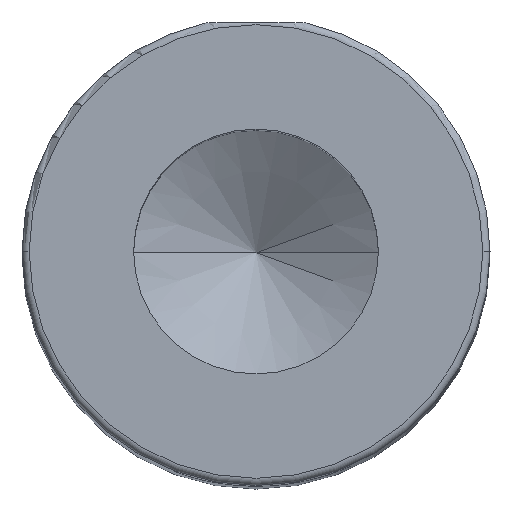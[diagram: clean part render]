
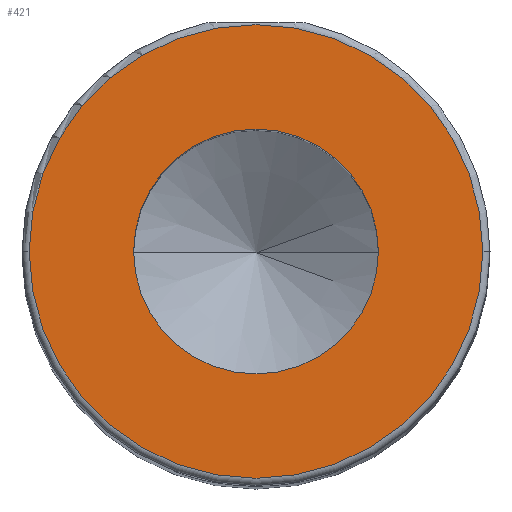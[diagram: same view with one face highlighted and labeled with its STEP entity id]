
A CAD part, top view. The second image highlights one B-rep face of the part: STEP entity #421.
In plain terms, the highlighted planar face has unit normal (0, 0, 1).
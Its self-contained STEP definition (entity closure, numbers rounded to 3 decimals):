
#26 = ORIENTED_EDGE ( 'NONE', *, *, #899, .T. ) ;
#61 = AXIS2_PLACEMENT_3D ( 'NONE', #1212, #597, #1314 ) ;
#98 = DIRECTION ( 'NONE',  ( 0., 0., 1. ) ) ;
#104 = CARTESIAN_POINT ( 'NONE',  ( 0., 0., 30. ) ) ;
#137 = CARTESIAN_POINT ( 'NONE',  ( -3.4, 0., 30. ) ) ;
#158 = EDGE_CURVE ( 'NONE', #257, #972, #1303, .T. ) ;
#166 = FACE_BOUND ( 'NONE', #594, .T. ) ;
#204 = DIRECTION ( 'NONE',  ( 1., 0., 0. ) ) ;
#229 = ORIENTED_EDGE ( 'NONE', *, *, #249, .T. ) ;
#249 = EDGE_CURVE ( 'NONE', #863, #591, #964, .T. ) ;
#257 = VERTEX_POINT ( 'NONE', #137 ) ;
#259 = CIRCLE ( 'NONE', #61, 6.3 ) ;
#310 = CARTESIAN_POINT ( 'NONE',  ( 3.4, 0., 30. ) ) ;
#329 = DIRECTION ( 'NONE',  ( 0., 0., 1. ) ) ;
#392 = ORIENTED_EDGE ( 'NONE', *, *, #870, .F. ) ;
#421 = ADVANCED_FACE ( 'NONE', ( #166, #1208 ), #1307, .T. ) ;
#437 = AXIS2_PLACEMENT_3D ( 'NONE', #492, #98, #792 ) ;
#492 = CARTESIAN_POINT ( 'NONE',  ( 0., 0., 30. ) ) ;
#496 = CARTESIAN_POINT ( 'NONE',  ( 6.3, 0., 30. ) ) ;
#519 = DIRECTION ( 'NONE',  ( 0., 0., 1. ) ) ;
#551 = CIRCLE ( 'NONE', #1128, 3.4 ) ;
#591 = VERTEX_POINT ( 'NONE', #1089 ) ;
#594 = EDGE_LOOP ( 'NONE', ( #392, #1064 ) ) ;
#597 = DIRECTION ( 'NONE',  ( 0., 0., 1. ) ) ;
#792 = DIRECTION ( 'NONE',  ( 1., 0., 0. ) ) ;
#796 = DIRECTION ( 'NONE',  ( 0., 0., 1. ) ) ;
#854 = AXIS2_PLACEMENT_3D ( 'NONE', #1140, #519, #1230 ) ;
#863 = VERTEX_POINT ( 'NONE', #496 ) ;
#870 = EDGE_CURVE ( 'NONE', #972, #257, #551, .T. ) ;
#878 = AXIS2_PLACEMENT_3D ( 'NONE', #939, #329, #1041 ) ;
#899 = EDGE_CURVE ( 'NONE', #591, #863, #259, .T. ) ;
#939 = CARTESIAN_POINT ( 'NONE',  ( 0., 0., 30. ) ) ;
#964 = CIRCLE ( 'NONE', #878, 6.3 ) ;
#972 = VERTEX_POINT ( 'NONE', #310 ) ;
#1041 = DIRECTION ( 'NONE',  ( 1., 0., 0. ) ) ;
#1064 = ORIENTED_EDGE ( 'NONE', *, *, #158, .F. ) ;
#1089 = CARTESIAN_POINT ( 'NONE',  ( -6.3, 0., 30. ) ) ;
#1128 = AXIS2_PLACEMENT_3D ( 'NONE', #104, #796, #204 ) ;
#1140 = CARTESIAN_POINT ( 'NONE',  ( 0., 0., 30. ) ) ;
#1208 = FACE_OUTER_BOUND ( 'NONE', #1241, .T. ) ;
#1212 = CARTESIAN_POINT ( 'NONE',  ( 0., 0., 30. ) ) ;
#1230 = DIRECTION ( 'NONE',  ( 1., 0., 0. ) ) ;
#1241 = EDGE_LOOP ( 'NONE', ( #229, #26 ) ) ;
#1303 = CIRCLE ( 'NONE', #854, 3.4 ) ;
#1307 = PLANE ( 'NONE',  #437 ) ;
#1314 = DIRECTION ( 'NONE',  ( 1., 0., 0. ) ) ;
